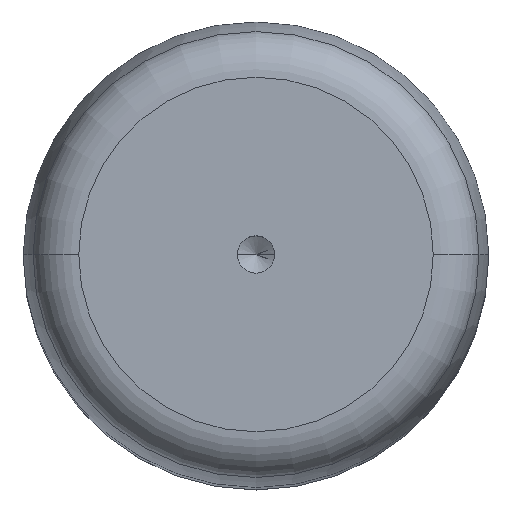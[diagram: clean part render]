
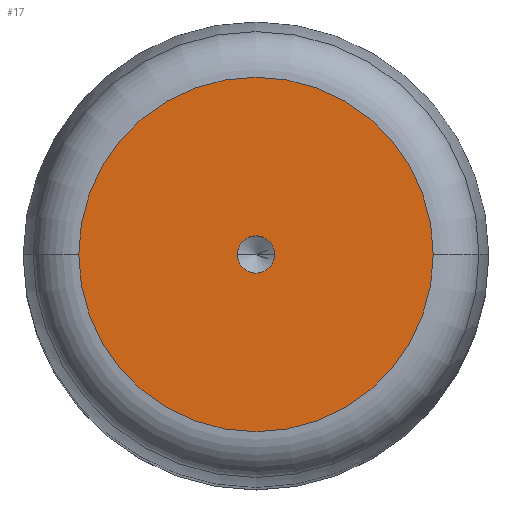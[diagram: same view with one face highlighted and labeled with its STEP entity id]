
A CAD part, top view. The second image highlights one B-rep face of the part: STEP entity #17.
In plain terms, the highlighted planar face has unit normal (0, 0, 1).
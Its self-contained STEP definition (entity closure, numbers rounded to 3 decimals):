
#17 = ADVANCED_FACE ( 'NONE', ( #31, #408 ), #472, .T. ) ;
#18 = AXIS2_PLACEMENT_3D ( 'NONE', #398, #295, #515 ) ;
#19 = DIRECTION ( 'NONE',  ( 0., 0., 1. ) ) ;
#31 = FACE_BOUND ( 'NONE', #632, .T. ) ;
#38 = CIRCLE ( 'NONE', #41, 9.521 ) ;
#41 = AXIS2_PLACEMENT_3D ( 'NONE', #407, #521, #164 ) ;
#57 = VERTEX_POINT ( 'NONE', #67 ) ;
#67 = CARTESIAN_POINT ( 'NONE',  ( -9.521, 0., 90. ) ) ;
#76 = VERTEX_POINT ( 'NONE', #486 ) ;
#79 = DIRECTION ( 'NONE',  ( 1., 0., 0. ) ) ;
#116 = AXIS2_PLACEMENT_3D ( 'NONE', #147, #612, #294 ) ;
#118 = AXIS2_PLACEMENT_3D ( 'NONE', #475, #19, #79 ) ;
#145 = CARTESIAN_POINT ( 'NONE',  ( 0., 0., 90. ) ) ;
#147 = CARTESIAN_POINT ( 'NONE',  ( 0., 0., 90. ) ) ;
#164 = DIRECTION ( 'NONE',  ( 1., 0., 0. ) ) ;
#235 = ORIENTED_EDGE ( 'NONE', *, *, #369, .F. ) ;
#262 = EDGE_CURVE ( 'NONE', #375, #76, #476, .T. ) ;
#282 = ORIENTED_EDGE ( 'NONE', *, *, #262, .F. ) ;
#293 = DIRECTION ( 'NONE',  ( 1., 0., 0. ) ) ;
#294 = DIRECTION ( 'NONE',  ( 1., 0., 0. ) ) ;
#295 = DIRECTION ( 'NONE',  ( 0., 0., 1. ) ) ;
#346 = CIRCLE ( 'NONE', #116, 9.521 ) ;
#362 = AXIS2_PLACEMENT_3D ( 'NONE', #145, #395, #293 ) ;
#369 = EDGE_CURVE ( 'NONE', #76, #375, #415, .T. ) ;
#375 = VERTEX_POINT ( 'NONE', #571 ) ;
#395 = DIRECTION ( 'NONE',  ( 0., 0., 1. ) ) ;
#397 = CARTESIAN_POINT ( 'NONE',  ( 9.521, 0., 90. ) ) ;
#398 = CARTESIAN_POINT ( 'NONE',  ( 0., 0., 90. ) ) ;
#401 = VERTEX_POINT ( 'NONE', #397 ) ;
#402 = EDGE_LOOP ( 'NONE', ( #498, #570 ) ) ;
#407 = CARTESIAN_POINT ( 'NONE',  ( 0., 0., 90. ) ) ;
#408 = FACE_OUTER_BOUND ( 'NONE', #402, .T. ) ;
#415 = CIRCLE ( 'NONE', #18, 1. ) ;
#472 = PLANE ( 'NONE',  #118 ) ;
#474 = EDGE_CURVE ( 'NONE', #57, #401, #38, .T. ) ;
#475 = CARTESIAN_POINT ( 'NONE',  ( 0., 0., 90. ) ) ;
#476 = CIRCLE ( 'NONE', #362, 1. ) ;
#486 = CARTESIAN_POINT ( 'NONE',  ( 1., 0., 90. ) ) ;
#498 = ORIENTED_EDGE ( 'NONE', *, *, #560, .T. ) ;
#515 = DIRECTION ( 'NONE',  ( 1., 0., 0. ) ) ;
#521 = DIRECTION ( 'NONE',  ( 0., 0., 1. ) ) ;
#560 = EDGE_CURVE ( 'NONE', #401, #57, #346, .T. ) ;
#570 = ORIENTED_EDGE ( 'NONE', *, *, #474, .T. ) ;
#571 = CARTESIAN_POINT ( 'NONE',  ( -1., 0., 90. ) ) ;
#612 = DIRECTION ( 'NONE',  ( 0., 0., 1. ) ) ;
#632 = EDGE_LOOP ( 'NONE', ( #235, #282 ) ) ;
